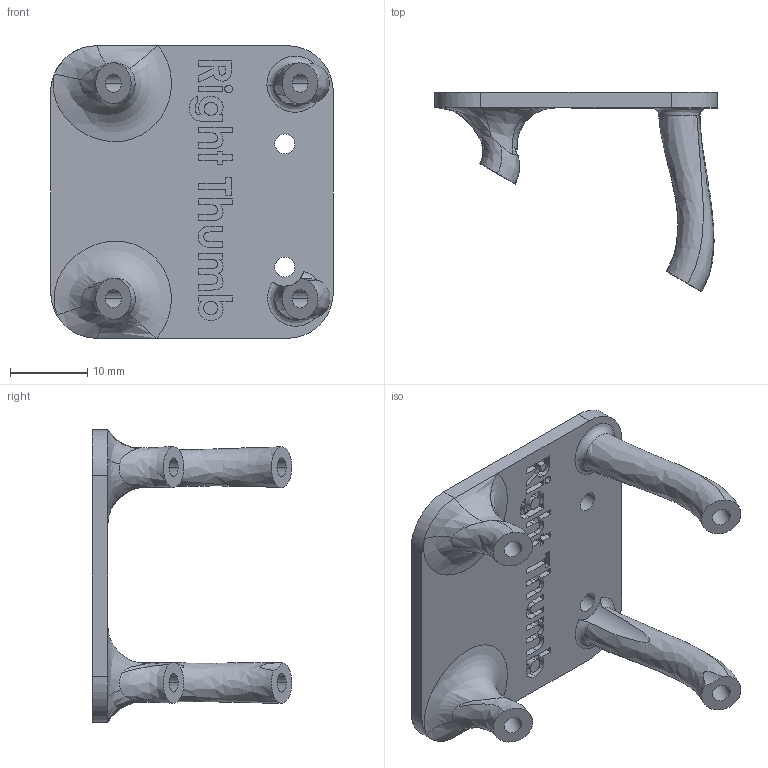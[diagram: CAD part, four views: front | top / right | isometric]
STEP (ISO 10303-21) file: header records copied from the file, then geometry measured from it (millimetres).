
FILE_DESCRIPTION (( 'STEP AP214' ), '1' );
FILE_NAME ('right_leapv2_palm_thumb_mount.STEP', '2025-06-13T20:14:30', ( '' ), ( '' ), 'SwSTEP 2.0', 'SolidWorks 2024', '' );
FILE_SCHEMA (( 'AUTOMOTIVE_DESIGN' ));
Length unit declared in the file: millimetre
Products named in the file (1): right_leapv2_palm_thumb_mount
Bounding box: 36.7 x 25.92 x 38 mm (x, y, z)
Volume: 4039.2 mm3; surface area: 4251.4 mm2
Topology: 1 solids, 1 shells, 197 faces, 531 edges, 352 vertices
Faces by surface type: plane 105, bspline 74, cylinder 18
Entity records: 10945 total; most frequent: CARTESIAN_POINT 6479, ORIENTED_EDGE 1062, DIRECTION 652, EDGE_CURVE 531, VERTEX_POINT 352, LINE 318, VECTOR 318, EDGE_LOOP 221
